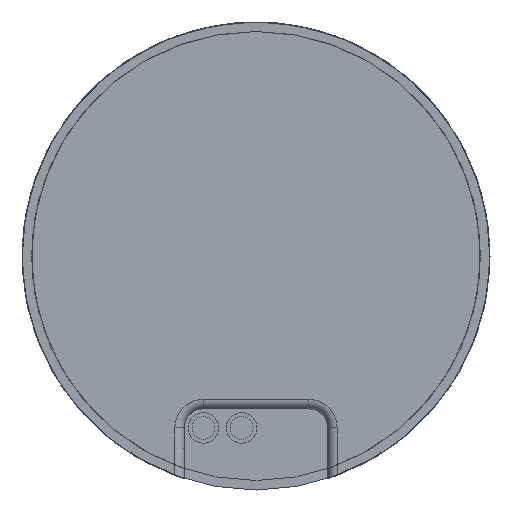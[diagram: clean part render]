
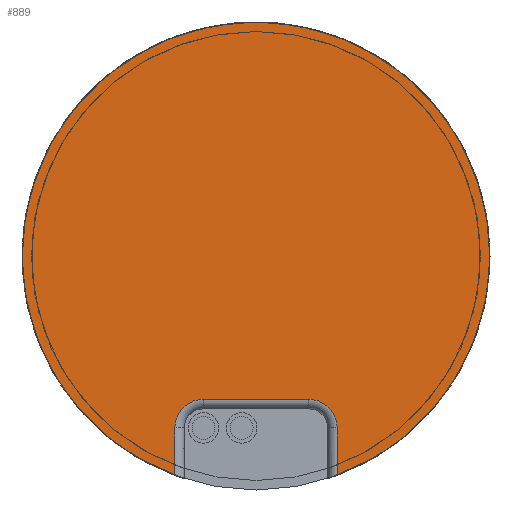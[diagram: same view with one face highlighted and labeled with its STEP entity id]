
A CAD part, front view. The second image highlights one B-rep face of the part: STEP entity #889.
In plain terms, the highlighted face is planar.
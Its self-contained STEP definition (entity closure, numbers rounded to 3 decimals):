
#118 = CARTESIAN_POINT ( 'NONE',  ( 0., 4.25, 0. ) ) ;
#121 = CARTESIAN_POINT ( 'NONE',  ( -11.489, -4.25, 0. ) ) ;
#122 = EDGE_CURVE ( 'NONE', #1876, #5112, #1023, .T. ) ;
#394 = CARTESIAN_POINT ( 'NONE',  ( -11.489, 4.25, 0. ) ) ;
#470 = ORIENTED_EDGE ( 'NONE', *, *, #2447, .T. ) ;
#728 = DIRECTION ( 'NONE',  ( 0., 0., 1. ) ) ;
#850 = CARTESIAN_POINT ( 'NONE',  ( -7.5, 2.75, 0. ) ) ;
#889 = ADVANCED_FACE ( 'NONE', ( #1223 ), #4144, .F. ) ;
#947 = CARTESIAN_POINT ( 'NONE',  ( -7.5, -2.75, 0. ) ) ;
#966 = DIRECTION ( 'NONE',  ( 0., 1., 0. ) ) ;
#1023 = CIRCLE ( 'NONE', #3016, 1.5 ) ;
#1111 = DIRECTION ( 'NONE',  ( 0., 0., 1. ) ) ;
#1223 = FACE_OUTER_BOUND ( 'NONE', #1834, .T. ) ;
#1269 = DIRECTION ( 'NONE',  ( 1., 0., 0. ) ) ;
#1394 = ORIENTED_EDGE ( 'NONE', *, *, #1775, .F. ) ;
#1416 = VECTOR ( 'NONE', #1269, 1000. ) ;
#1544 = CARTESIAN_POINT ( 'NONE',  ( -9., 2.75, 0. ) ) ;
#1658 = AXIS2_PLACEMENT_3D ( 'NONE', #3631, #1111, #4049 ) ;
#1775 = EDGE_CURVE ( 'NONE', #3351, #3914, #4096, .T. ) ;
#1834 = EDGE_LOOP ( 'NONE', ( #3703, #4352, #1394, #470, #3134, #1903 ) ) ;
#1852 = AXIS2_PLACEMENT_3D ( 'NONE', #2069, #4995, #2492 ) ;
#1876 = VERTEX_POINT ( 'NONE', #850 ) ;
#1903 = ORIENTED_EDGE ( 'NONE', *, *, #3369, .T. ) ;
#1977 = DIRECTION ( 'NONE',  ( 1., 0., 0. ) ) ;
#2069 = CARTESIAN_POINT ( 'NONE',  ( 0., 0., 0. ) ) ;
#2165 = VERTEX_POINT ( 'NONE', #3982 ) ;
#2447 = EDGE_CURVE ( 'NONE', #3351, #2165, #2545, .T. ) ;
#2472 = VECTOR ( 'NONE', #2631, 1000. ) ;
#2492 = DIRECTION ( 'NONE',  ( 1., 0., 0. ) ) ;
#2545 = LINE ( 'NONE', #3792, #1416 ) ;
#2631 = DIRECTION ( 'NONE',  ( -1., 0., 0. ) ) ;
#2907 = EDGE_CURVE ( 'NONE', #2165, #3311, #4040, .T. ) ;
#3016 = AXIS2_PLACEMENT_3D ( 'NONE', #1544, #4468, #1977 ) ;
#3074 = CARTESIAN_POINT ( 'NONE',  ( -7.5, 0., 0. ) ) ;
#3134 = ORIENTED_EDGE ( 'NONE', *, *, #2907, .T. ) ;
#3254 = CARTESIAN_POINT ( 'NONE',  ( 0., 0., 0. ) ) ;
#3311 = VERTEX_POINT ( 'NONE', #947 ) ;
#3351 = VERTEX_POINT ( 'NONE', #121 ) ;
#3369 = EDGE_CURVE ( 'NONE', #3311, #1876, #4417, .T. ) ;
#3584 = LINE ( 'NONE', #118, #2472 ) ;
#3590 = AXIS2_PLACEMENT_3D ( 'NONE', #3254, #728, #3674 ) ;
#3631 = CARTESIAN_POINT ( 'NONE',  ( -9., -2.75, 0. ) ) ;
#3674 = DIRECTION ( 'NONE',  ( 1., 0., 0. ) ) ;
#3703 = ORIENTED_EDGE ( 'NONE', *, *, #122, .T. ) ;
#3792 = CARTESIAN_POINT ( 'NONE',  ( 0., -4.25, 0. ) ) ;
#3914 = VERTEX_POINT ( 'NONE', #394 ) ;
#3982 = CARTESIAN_POINT ( 'NONE',  ( -9., -4.25, 0. ) ) ;
#4040 = CIRCLE ( 'NONE', #1658, 1.5 ) ;
#4049 = DIRECTION ( 'NONE',  ( 1., 0., 0. ) ) ;
#4096 = CIRCLE ( 'NONE', #3590, 12.25 ) ;
#4129 = EDGE_CURVE ( 'NONE', #5112, #3914, #3584, .T. ) ;
#4144 = PLANE ( 'NONE',  #1852 ) ;
#4283 = VECTOR ( 'NONE', #966, 1000. ) ;
#4352 = ORIENTED_EDGE ( 'NONE', *, *, #4129, .T. ) ;
#4417 = LINE ( 'NONE', #3074, #4283 ) ;
#4468 = DIRECTION ( 'NONE',  ( 0., 0., 1. ) ) ;
#4995 = DIRECTION ( 'NONE',  ( 0., 0., 1. ) ) ;
#5112 = VERTEX_POINT ( 'NONE', #5113 ) ;
#5113 = CARTESIAN_POINT ( 'NONE',  ( -9., 4.25, 0. ) ) ;
